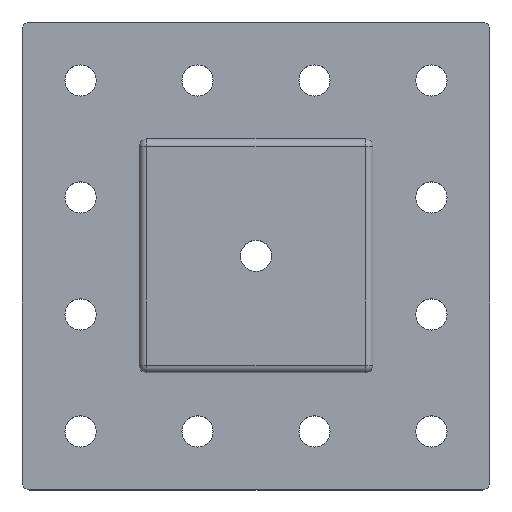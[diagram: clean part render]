
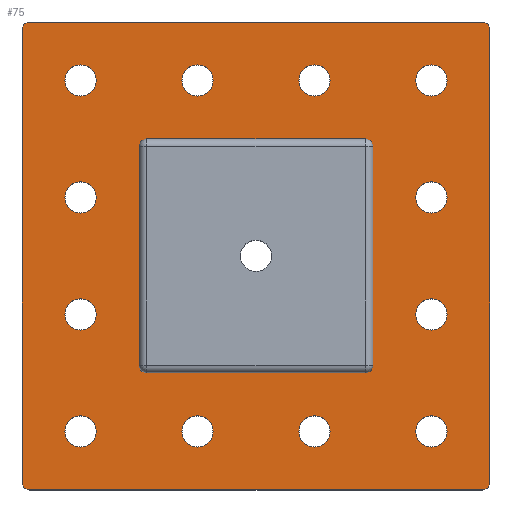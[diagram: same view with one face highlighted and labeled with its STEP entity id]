
A CAD part, top view. The second image highlights one B-rep face of the part: STEP entity #75.
In plain terms, the highlighted planar face has unit normal (0, 0, 1).
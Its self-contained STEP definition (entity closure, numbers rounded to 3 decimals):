
#75=ADVANCED_FACE('',(#439,#441,#443,#445,#447,#449,#451,#453,#455,#457,#459,#461,
#463,#465),#467,.T.);
#439=FACE_BOUND('',#440,.T.);
#440=EDGE_LOOP('',(#1364,#1365,#1366,#1367,#1368,#1369,#1370,#1371));
#441=FACE_BOUND('',#442,.T.);
#442=EDGE_LOOP('',(#1372,#1373,#1374,#1375,#1376,#1377,#1378,#1379));
#443=FACE_BOUND('',#444,.T.);
#444=EDGE_LOOP('',(#1380));
#445=FACE_BOUND('',#446,.T.);
#446=EDGE_LOOP('',(#1381));
#447=FACE_BOUND('',#448,.T.);
#448=EDGE_LOOP('',(#1382));
#449=FACE_BOUND('',#450,.T.);
#450=EDGE_LOOP('',(#1383));
#451=FACE_BOUND('',#452,.T.);
#452=EDGE_LOOP('',(#1384));
#453=FACE_BOUND('',#454,.T.);
#454=EDGE_LOOP('',(#1385));
#455=FACE_BOUND('',#456,.T.);
#456=EDGE_LOOP('',(#1386));
#457=FACE_BOUND('',#458,.T.);
#458=EDGE_LOOP('',(#1387));
#459=FACE_BOUND('',#460,.T.);
#460=EDGE_LOOP('',(#1388));
#461=FACE_BOUND('',#462,.T.);
#462=EDGE_LOOP('',(#1389));
#463=FACE_BOUND('',#464,.T.);
#464=EDGE_LOOP('',(#1390));
#465=FACE_BOUND('',#466,.T.);
#466=EDGE_LOOP('',(#1391));
#467=PLANE('',#468);
#468=AXIS2_PLACEMENT_3D('',#469,#470,#471);
#469=CARTESIAN_POINT('',(0.,0.,5.));
#470=DIRECTION('',(0.,0.,1.));
#471=DIRECTION('',(-1.,0.,0.));
#1364=ORIENTED_EDGE('',*,*,#1824,.F.);
#1365=ORIENTED_EDGE('',*,*,#1869,.T.);
#1366=ORIENTED_EDGE('',*,*,#1868,.F.);
#1367=ORIENTED_EDGE('',*,*,#1858,.T.);
#1368=ORIENTED_EDGE('',*,*,#1856,.F.);
#1369=ORIENTED_EDGE('',*,*,#1837,.T.);
#1370=ORIENTED_EDGE('',*,*,#1836,.F.);
#1371=ORIENTED_EDGE('',*,*,#1825,.T.);
#1372=ORIENTED_EDGE('',*,*,#1910,.F.);
#1373=ORIENTED_EDGE('',*,*,#1911,.F.);
#1374=ORIENTED_EDGE('',*,*,#1912,.F.);
#1375=ORIENTED_EDGE('',*,*,#1913,.F.);
#1376=ORIENTED_EDGE('',*,*,#1914,.F.);
#1377=ORIENTED_EDGE('',*,*,#1915,.F.);
#1378=ORIENTED_EDGE('',*,*,#1916,.F.);
#1379=ORIENTED_EDGE('',*,*,#1917,.F.);
#1380=ORIENTED_EDGE('',*,*,#1918,.T.);
#1381=ORIENTED_EDGE('',*,*,#1919,.T.);
#1382=ORIENTED_EDGE('',*,*,#1920,.T.);
#1383=ORIENTED_EDGE('',*,*,#1921,.T.);
#1384=ORIENTED_EDGE('',*,*,#1922,.T.);
#1385=ORIENTED_EDGE('',*,*,#1923,.T.);
#1386=ORIENTED_EDGE('',*,*,#1924,.T.);
#1387=ORIENTED_EDGE('',*,*,#1925,.T.);
#1388=ORIENTED_EDGE('',*,*,#1926,.T.);
#1389=ORIENTED_EDGE('',*,*,#1927,.T.);
#1390=ORIENTED_EDGE('',*,*,#1928,.T.);
#1391=ORIENTED_EDGE('',*,*,#1929,.T.);
#1824=EDGE_CURVE('',#2140,#2138,#2142,.F.);
#1825=EDGE_CURVE('',#2143,#2138,#2144,.T.);
#1836=EDGE_CURVE('',#2143,#2162,#2164,.F.);
#1837=EDGE_CURVE('',#2165,#2162,#2166,.T.);
#1856=EDGE_CURVE('',#2165,#2200,#2202,.F.);
#1858=EDGE_CURVE('',#2203,#2200,#2205,.T.);
#1868=EDGE_CURVE('',#2203,#2222,#2224,.F.);
#1869=EDGE_CURVE('',#2140,#2222,#2225,.T.);
#1910=EDGE_CURVE('',#2302,#2303,#2304,.F.);
#1911=EDGE_CURVE('',#2305,#2302,#2306,.T.);
#1912=EDGE_CURVE('',#2307,#2305,#2308,.F.);
#1913=EDGE_CURVE('',#2309,#2307,#2310,.T.);
#1914=EDGE_CURVE('',#2311,#2309,#2312,.F.);
#1915=EDGE_CURVE('',#2313,#2311,#2314,.T.);
#1916=EDGE_CURVE('',#2315,#2313,#2316,.F.);
#1917=EDGE_CURVE('',#2303,#2315,#2317,.T.);
#1918=EDGE_CURVE('',#2318,#2318,#2319,.F.);
#1919=EDGE_CURVE('',#2320,#2320,#2321,.F.);
#1920=EDGE_CURVE('',#2322,#2322,#2323,.F.);
#1921=EDGE_CURVE('',#2324,#2324,#2325,.F.);
#1922=EDGE_CURVE('',#2326,#2326,#2327,.F.);
#1923=EDGE_CURVE('',#2328,#2328,#2329,.F.);
#1924=EDGE_CURVE('',#2330,#2330,#2331,.F.);
#1925=EDGE_CURVE('',#2332,#2332,#2333,.F.);
#1926=EDGE_CURVE('',#2334,#2334,#2335,.F.);
#1927=EDGE_CURVE('',#2336,#2336,#2337,.F.);
#1928=EDGE_CURVE('',#2338,#2338,#2339,.F.);
#1929=EDGE_CURVE('',#2340,#2340,#2341,.F.);
#2138=VERTEX_POINT('',#2704);
#2140=VERTEX_POINT('',#2708);
#2142=CIRCLE('',#2712,1.);
#2143=VERTEX_POINT('',#2716);
#2144=LINE('',#2717,#2718);
#2162=VERTEX_POINT('',#2755);
#2164=CIRCLE('',#2759,1.);
#2165=VERTEX_POINT('',#2763);
#2166=LINE('',#2764,#2765);
#2200=VERTEX_POINT('',#2834);
#2202=CIRCLE('',#2838,1.);
#2203=VERTEX_POINT('',#2842);
#2205=LINE('',#2846,#2847);
#2222=VERTEX_POINT('',#2881);
#2224=CIRCLE('',#2885,1.);
#2225=LINE('',#2889,#2890);
#2302=VERTEX_POINT('',#3068);
#2303=VERTEX_POINT('',#3069);
#2304=CIRCLE('',#3070,1.);
#2305=VERTEX_POINT('',#3074);
#2306=LINE('',#3075,#3076);
#2307=VERTEX_POINT('',#3078);
#2308=CIRCLE('',#3079,1.);
#2309=VERTEX_POINT('',#3083);
#2310=LINE('',#3084,#3085);
#2311=VERTEX_POINT('',#3087);
#2312=CIRCLE('',#3088,1.);
#2313=VERTEX_POINT('',#3092);
#2314=LINE('',#3093,#3094);
#2315=VERTEX_POINT('',#3096);
#2316=CIRCLE('',#3097,1.);
#2317=LINE('',#3101,#3102);
#2318=VERTEX_POINT('',#3104);
#2319=CIRCLE('',#3105,2.);
#2320=VERTEX_POINT('',#3109);
#2321=CIRCLE('',#3110,2.);
#2322=VERTEX_POINT('',#3114);
#2323=CIRCLE('',#3115,2.);
#2324=VERTEX_POINT('',#3119);
#2325=CIRCLE('',#3120,2.);
#2326=VERTEX_POINT('',#3124);
#2327=CIRCLE('',#3125,2.);
#2328=VERTEX_POINT('',#3129);
#2329=CIRCLE('',#3130,2.);
#2330=VERTEX_POINT('',#3134);
#2331=CIRCLE('',#3135,2.);
#2332=VERTEX_POINT('',#3139);
#2333=CIRCLE('',#3140,2.);
#2334=VERTEX_POINT('',#3144);
#2335=CIRCLE('',#3145,2.);
#2336=VERTEX_POINT('',#3149);
#2337=CIRCLE('',#3150,2.);
#2338=VERTEX_POINT('',#3154);
#2339=CIRCLE('',#3155,2.);
#2340=VERTEX_POINT('',#3159);
#2341=CIRCLE('',#3160,2.);
#2704=CARTESIAN_POINT('',(30.,29.,5.));
#2708=CARTESIAN_POINT('',(29.,30.,5.));
#2712=AXIS2_PLACEMENT_3D('',#2713,#2714,#2715);
#2713=CARTESIAN_POINT('',(29.,29.,5.));
#2714=DIRECTION('',(0.,0.,1.));
#2715=DIRECTION('',(1.,0.,0.));
#2716=CARTESIAN_POINT('',(30.,-29.,5.));
#2717=CARTESIAN_POINT('',(30.,-29.,5.));
#2718=VECTOR('',#2719,1.);
#2719=DIRECTION('',(0.,1.,0.));
#2755=CARTESIAN_POINT('',(29.,-30.,5.));
#2759=AXIS2_PLACEMENT_3D('',#2760,#2761,#2762);
#2760=CARTESIAN_POINT('',(29.,-29.,5.));
#2761=DIRECTION('',(0.,0.,1.));
#2762=DIRECTION('',(0.,-1.,0.));
#2763=CARTESIAN_POINT('',(-29.,-30.,5.));
#2764=CARTESIAN_POINT('',(-29.,-30.,5.));
#2765=VECTOR('',#2766,1.);
#2766=DIRECTION('',(1.,0.,0.));
#2834=CARTESIAN_POINT('',(-30.,-29.,5.));
#2838=AXIS2_PLACEMENT_3D('',#2839,#2840,#2841);
#2839=CARTESIAN_POINT('',(-29.,-29.,5.));
#2840=DIRECTION('',(0.,0.,1.));
#2841=DIRECTION('',(-1.,0.,0.));
#2842=CARTESIAN_POINT('',(-30.,29.,5.));
#2846=CARTESIAN_POINT('',(-30.,29.,5.));
#2847=VECTOR('',#2848,1.);
#2848=DIRECTION('',(0.,-1.,0.));
#2881=CARTESIAN_POINT('',(-29.,30.,5.));
#2885=AXIS2_PLACEMENT_3D('',#2886,#2887,#2888);
#2886=CARTESIAN_POINT('',(-29.,29.,5.));
#2887=DIRECTION('',(0.,0.,1.));
#2888=DIRECTION('',(0.,1.,0.));
#2889=CARTESIAN_POINT('',(29.,30.,5.));
#2890=VECTOR('',#2891,1.);
#2891=DIRECTION('',(-1.,0.,0.));
#3068=CARTESIAN_POINT('',(14.,-15.,5.));
#3069=CARTESIAN_POINT('',(15.,-14.,5.));
#3070=AXIS2_PLACEMENT_3D('',#3071,#3072,#3073);
#3071=CARTESIAN_POINT('',(14.,-14.,5.));
#3072=DIRECTION('',(0.,0.,-1.));
#3073=DIRECTION('',(1.,0.,0.));
#3074=CARTESIAN_POINT('',(-14.,-15.,5.));
#3075=CARTESIAN_POINT('',(-14.,-15.,5.));
#3076=VECTOR('',#3077,1.);
#3077=DIRECTION('',(1.,0.,0.));
#3078=CARTESIAN_POINT('',(-15.,-14.,5.));
#3079=AXIS2_PLACEMENT_3D('',#3080,#3081,#3082);
#3080=CARTESIAN_POINT('',(-14.,-14.,5.));
#3081=DIRECTION('',(0.,0.,-1.));
#3082=DIRECTION('',(0.,-1.,0.));
#3083=CARTESIAN_POINT('',(-15.,14.,5.));
#3084=CARTESIAN_POINT('',(-15.,14.,5.));
#3085=VECTOR('',#3086,1.);
#3086=DIRECTION('',(0.,-1.,0.));
#3087=CARTESIAN_POINT('',(-14.,15.,5.));
#3088=AXIS2_PLACEMENT_3D('',#3089,#3090,#3091);
#3089=CARTESIAN_POINT('',(-14.,14.,5.));
#3090=DIRECTION('',(0.,0.,-1.));
#3091=DIRECTION('',(-1.,0.,0.));
#3092=CARTESIAN_POINT('',(14.,15.,5.));
#3093=CARTESIAN_POINT('',(14.,15.,5.));
#3094=VECTOR('',#3095,1.);
#3095=DIRECTION('',(-1.,0.,0.));
#3096=CARTESIAN_POINT('',(15.,14.,5.));
#3097=AXIS2_PLACEMENT_3D('',#3098,#3099,#3100);
#3098=CARTESIAN_POINT('',(14.,14.,5.));
#3099=DIRECTION('',(0.,0.,-1.));
#3100=DIRECTION('',(0.,1.,0.));
#3101=CARTESIAN_POINT('',(15.,-14.,5.));
#3102=VECTOR('',#3103,1.);
#3103=DIRECTION('',(0.,1.,0.));
#3104=CARTESIAN_POINT('',(-9.5,-22.5,5.));
#3105=AXIS2_PLACEMENT_3D('',#3106,#3107,#3108);
#3106=CARTESIAN_POINT('',(-7.5,-22.5,5.));
#3107=DIRECTION('',(0.,0.,1.));
#3108=DIRECTION('',(-1.,0.,0.));
#3109=CARTESIAN_POINT('',(-9.5,22.5,5.));
#3110=AXIS2_PLACEMENT_3D('',#3111,#3112,#3113);
#3111=CARTESIAN_POINT('',(-7.5,22.5,5.));
#3112=DIRECTION('',(0.,0.,1.));
#3113=DIRECTION('',(-1.,0.,0.));
#3114=CARTESIAN_POINT('',(-24.5,-7.5,5.));
#3115=AXIS2_PLACEMENT_3D('',#3116,#3117,#3118);
#3116=CARTESIAN_POINT('',(-22.5,-7.5,5.));
#3117=DIRECTION('',(0.,0.,1.));
#3118=DIRECTION('',(-1.,0.,0.));
#3119=CARTESIAN_POINT('',(-24.5,-22.5,5.));
#3120=AXIS2_PLACEMENT_3D('',#3121,#3122,#3123);
#3121=CARTESIAN_POINT('',(-22.5,-22.5,5.));
#3122=DIRECTION('',(0.,0.,1.));
#3123=DIRECTION('',(-1.,0.,0.));
#3124=CARTESIAN_POINT('',(5.5,-22.5,5.));
#3125=AXIS2_PLACEMENT_3D('',#3126,#3127,#3128);
#3126=CARTESIAN_POINT('',(7.5,-22.5,5.));
#3127=DIRECTION('',(0.,0.,1.));
#3128=DIRECTION('',(-1.,0.,0.));
#3129=CARTESIAN_POINT('',(20.5,-7.5,5.));
#3130=AXIS2_PLACEMENT_3D('',#3131,#3132,#3133);
#3131=CARTESIAN_POINT('',(22.5,-7.5,5.));
#3132=DIRECTION('',(0.,0.,1.));
#3133=DIRECTION('',(-1.,0.,0.));
#3134=CARTESIAN_POINT('',(20.5,-22.5,5.));
#3135=AXIS2_PLACEMENT_3D('',#3136,#3137,#3138);
#3136=CARTESIAN_POINT('',(22.5,-22.5,5.));
#3137=DIRECTION('',(0.,0.,1.));
#3138=DIRECTION('',(-1.,0.,0.));
#3139=CARTESIAN_POINT('',(-24.5,7.5,5.));
#3140=AXIS2_PLACEMENT_3D('',#3141,#3142,#3143);
#3141=CARTESIAN_POINT('',(-22.5,7.5,5.));
#3142=DIRECTION('',(0.,0.,1.));
#3143=DIRECTION('',(-1.,0.,0.));
#3144=CARTESIAN_POINT('',(-24.5,22.5,5.));
#3145=AXIS2_PLACEMENT_3D('',#3146,#3147,#3148);
#3146=CARTESIAN_POINT('',(-22.5,22.5,5.));
#3147=DIRECTION('',(0.,0.,1.));
#3148=DIRECTION('',(-1.,0.,0.));
#3149=CARTESIAN_POINT('',(5.5,22.5,5.));
#3150=AXIS2_PLACEMENT_3D('',#3151,#3152,#3153);
#3151=CARTESIAN_POINT('',(7.5,22.5,5.));
#3152=DIRECTION('',(0.,0.,1.));
#3153=DIRECTION('',(-1.,0.,0.));
#3154=CARTESIAN_POINT('',(20.5,7.5,5.));
#3155=AXIS2_PLACEMENT_3D('',#3156,#3157,#3158);
#3156=CARTESIAN_POINT('',(22.5,7.5,5.));
#3157=DIRECTION('',(0.,0.,1.));
#3158=DIRECTION('',(-1.,0.,0.));
#3159=CARTESIAN_POINT('',(20.5,22.5,5.));
#3160=AXIS2_PLACEMENT_3D('',#3161,#3162,#3163);
#3161=CARTESIAN_POINT('',(22.5,22.5,5.));
#3162=DIRECTION('',(0.,0.,1.));
#3163=DIRECTION('',(-1.,0.,0.));
